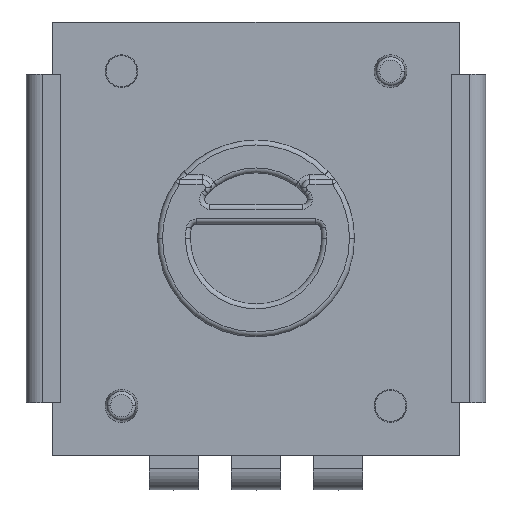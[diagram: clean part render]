
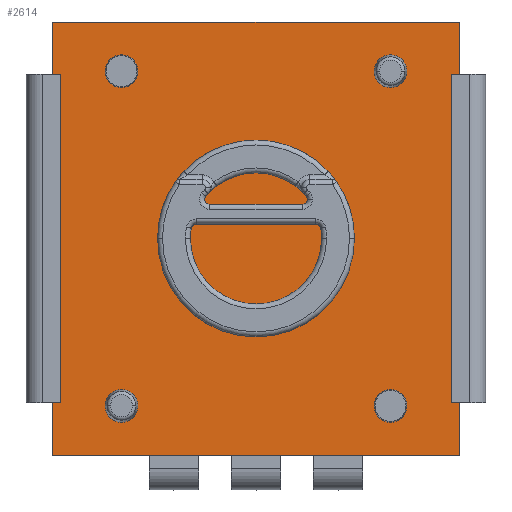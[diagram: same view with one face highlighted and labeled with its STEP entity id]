
A CAD part, top view. The second image highlights one B-rep face of the part: STEP entity #2614.
In plain terms, the highlighted planar face has unit normal (0, 0, 1).
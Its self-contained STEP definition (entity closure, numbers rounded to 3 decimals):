
#159 = CARTESIAN_POINT ( 'NONE',  ( 6.2, -5., 3.8 ) ) ;
#284 = DIRECTION ( 'NONE',  ( 1., 0., 0. ) ) ;
#329 = VECTOR ( 'NONE', #4517, 1000. ) ;
#429 = ORIENTED_EDGE ( 'NONE', *, *, #10261, .F. ) ;
#683 = LINE ( 'NONE', #9327, #6928 ) ;
#1000 = LINE ( 'NONE', #5926, #1262 ) ;
#1116 = CARTESIAN_POINT ( 'NONE',  ( -6.2, 6.6, 3.8 ) ) ;
#1133 = EDGE_CURVE ( 'NONE', #4110, #3816, #1000, .T. ) ;
#1166 = ORIENTED_EDGE ( 'NONE', *, *, #7921, .T. ) ;
#1176 = CARTESIAN_POINT ( 'NONE',  ( -5.95, -5., 3.8 ) ) ;
#1201 = CARTESIAN_POINT ( 'NONE',  ( 6.2, 6.6, 3.8 ) ) ;
#1262 = VECTOR ( 'NONE', #3617, 1000. ) ;
#1320 = VECTOR ( 'NONE', #10473, 1000. ) ;
#1350 = VECTOR ( 'NONE', #1691, 1000. ) ;
#1462 = ORIENTED_EDGE ( 'NONE', *, *, #3081, .F. ) ;
#1552 = CARTESIAN_POINT ( 'NONE',  ( 5.95, 5., 3.8 ) ) ;
#1583 = VERTEX_POINT ( 'NONE', #5410 ) ;
#1585 = ORIENTED_EDGE ( 'NONE', *, *, #7906, .T. ) ;
#1628 = VECTOR ( 'NONE', #4080, 1000. ) ;
#1691 = DIRECTION ( 'NONE',  ( 0., -1., 0. ) ) ;
#1775 = EDGE_CURVE ( 'NONE', #6192, #3851, #9199, .T. ) ;
#1814 = CARTESIAN_POINT ( 'NONE',  ( 6.2, 5., 3.8 ) ) ;
#1935 = EDGE_CURVE ( 'NONE', #10243, #9063, #9174, .T. ) ;
#2112 = DIRECTION ( 'NONE',  ( 0., 0., 1. ) ) ;
#2165 = VERTEX_POINT ( 'NONE', #1814 ) ;
#2253 = CARTESIAN_POINT ( 'NONE',  ( -6.2, -5., 3.8 ) ) ;
#2271 = VERTEX_POINT ( 'NONE', #10803 ) ;
#2313 = CARTESIAN_POINT ( 'NONE',  ( -5.95, 5., 3.8 ) ) ;
#2339 = VECTOR ( 'NONE', #5856, 1000. ) ;
#2354 = ORIENTED_EDGE ( 'NONE', *, *, #8165, .T. ) ;
#2476 = CARTESIAN_POINT ( 'NONE',  ( -6.2, 6.6, 3.8 ) ) ;
#2501 = VECTOR ( 'NONE', #9716, 1000. ) ;
#2614 = ADVANCED_FACE ( 'NONE', ( #7227 ), #5346, .T. ) ;
#2642 = CARTESIAN_POINT ( 'NONE',  ( 6.2, -5., 3.8 ) ) ;
#2803 = VECTOR ( 'NONE', #5815, 1000. ) ;
#2804 = LINE ( 'NONE', #2642, #1320 ) ;
#2872 = EDGE_CURVE ( 'NONE', #2271, #1583, #9738, .T. ) ;
#2954 = VERTEX_POINT ( 'NONE', #2313 ) ;
#3055 = ORIENTED_EDGE ( 'NONE', *, *, #4050, .T. ) ;
#3081 = EDGE_CURVE ( 'NONE', #4110, #3851, #2804, .T. ) ;
#3464 = AXIS2_PLACEMENT_3D ( 'NONE', #7971, #2112, #284 ) ;
#3617 = DIRECTION ( 'NONE',  ( 0., 1., 0. ) ) ;
#3692 = CARTESIAN_POINT ( 'NONE',  ( 5.95, -5., 3.8 ) ) ;
#3782 = ORIENTED_EDGE ( 'NONE', *, *, #1133, .T. ) ;
#3816 = VERTEX_POINT ( 'NONE', #1552 ) ;
#3851 = VERTEX_POINT ( 'NONE', #159 ) ;
#4050 = EDGE_CURVE ( 'NONE', #2271, #6256, #8327, .T. ) ;
#4080 = DIRECTION ( 'NONE',  ( 0., 1., 0. ) ) ;
#4094 = ORIENTED_EDGE ( 'NONE', *, *, #7277, .T. ) ;
#4110 = VERTEX_POINT ( 'NONE', #3692 ) ;
#4151 = CARTESIAN_POINT ( 'NONE',  ( 6.2, 5., 3.8 ) ) ;
#4245 = CARTESIAN_POINT ( 'NONE',  ( 6.2, 6.6, 3.8 ) ) ;
#4517 = DIRECTION ( 'NONE',  ( -1., 0., 0. ) ) ;
#4572 = DIRECTION ( 'NONE',  ( 0., 1., 0. ) ) ;
#4574 = ORIENTED_EDGE ( 'NONE', *, *, #1935, .T. ) ;
#5037 = VECTOR ( 'NONE', #4572, 1000. ) ;
#5346 = PLANE ( 'NONE',  #3464 ) ;
#5385 = VERTEX_POINT ( 'NONE', #1201 ) ;
#5410 = CARTESIAN_POINT ( 'NONE',  ( -5.95, -5., 3.8 ) ) ;
#5461 = CARTESIAN_POINT ( 'NONE',  ( -6.2, 6.6, 3.8 ) ) ;
#5705 = EDGE_CURVE ( 'NONE', #6256, #6192, #8756, .T. ) ;
#5718 = ORIENTED_EDGE ( 'NONE', *, *, #2872, .F. ) ;
#5815 = DIRECTION ( 'NONE',  ( 1., 0., 0. ) ) ;
#5856 = DIRECTION ( 'NONE',  ( 1., 0., 0. ) ) ;
#5926 = CARTESIAN_POINT ( 'NONE',  ( 5.95, -5., 3.8 ) ) ;
#6192 = VERTEX_POINT ( 'NONE', #6566 ) ;
#6196 = LINE ( 'NONE', #1116, #329 ) ;
#6256 = VERTEX_POINT ( 'NONE', #9295 ) ;
#6495 = CARTESIAN_POINT ( 'NONE',  ( -6.2, 5., 3.8 ) ) ;
#6566 = CARTESIAN_POINT ( 'NONE',  ( 6.2, -6.6, 3.8 ) ) ;
#6702 = LINE ( 'NONE', #10165, #2339 ) ;
#6928 = VECTOR ( 'NONE', #9264, 1000. ) ;
#7063 = VECTOR ( 'NONE', #8957, 1000. ) ;
#7227 = FACE_OUTER_BOUND ( 'NONE', #9425, .T. ) ;
#7277 = EDGE_CURVE ( 'NONE', #9063, #2954, #6702, .T. ) ;
#7906 = EDGE_CURVE ( 'NONE', #2165, #5385, #683, .T. ) ;
#7921 = EDGE_CURVE ( 'NONE', #3816, #2165, #8427, .T. ) ;
#7969 = CARTESIAN_POINT ( 'NONE',  ( -6.2, -6.6, 3.8 ) ) ;
#7971 = CARTESIAN_POINT ( 'NONE',  ( 0., 0., 3.8 ) ) ;
#8165 = EDGE_CURVE ( 'NONE', #5385, #10243, #6196, .T. ) ;
#8327 = LINE ( 'NONE', #2476, #1350 ) ;
#8427 = LINE ( 'NONE', #4151, #2803 ) ;
#8756 = LINE ( 'NONE', #7969, #2501 ) ;
#8869 = LINE ( 'NONE', #1176, #5037 ) ;
#8957 = DIRECTION ( 'NONE',  ( 1., 0., 0. ) ) ;
#8958 = ORIENTED_EDGE ( 'NONE', *, *, #1775, .T. ) ;
#9063 = VERTEX_POINT ( 'NONE', #6495 ) ;
#9174 = LINE ( 'NONE', #10926, #9697 ) ;
#9199 = LINE ( 'NONE', #4245, #1628 ) ;
#9264 = DIRECTION ( 'NONE',  ( 0., 1., 0. ) ) ;
#9295 = CARTESIAN_POINT ( 'NONE',  ( -6.2, -6.6, 3.8 ) ) ;
#9327 = CARTESIAN_POINT ( 'NONE',  ( 6.2, 6.6, 3.8 ) ) ;
#9425 = EDGE_LOOP ( 'NONE', ( #5718, #3055, #9938, #8958, #1462, #3782, #1166, #1585, #2354, #4574, #4094, #429 ) ) ;
#9697 = VECTOR ( 'NONE', #10149, 1000. ) ;
#9716 = DIRECTION ( 'NONE',  ( 1., 0., 0. ) ) ;
#9738 = LINE ( 'NONE', #2253, #7063 ) ;
#9938 = ORIENTED_EDGE ( 'NONE', *, *, #5705, .T. ) ;
#10149 = DIRECTION ( 'NONE',  ( 0., -1., 0. ) ) ;
#10165 = CARTESIAN_POINT ( 'NONE',  ( -6.2, 5., 3.8 ) ) ;
#10243 = VERTEX_POINT ( 'NONE', #5461 ) ;
#10261 = EDGE_CURVE ( 'NONE', #1583, #2954, #8869, .T. ) ;
#10473 = DIRECTION ( 'NONE',  ( 1., 0., 0. ) ) ;
#10803 = CARTESIAN_POINT ( 'NONE',  ( -6.2, -5., 3.8 ) ) ;
#10926 = CARTESIAN_POINT ( 'NONE',  ( -6.2, 6.6, 3.8 ) ) ;
